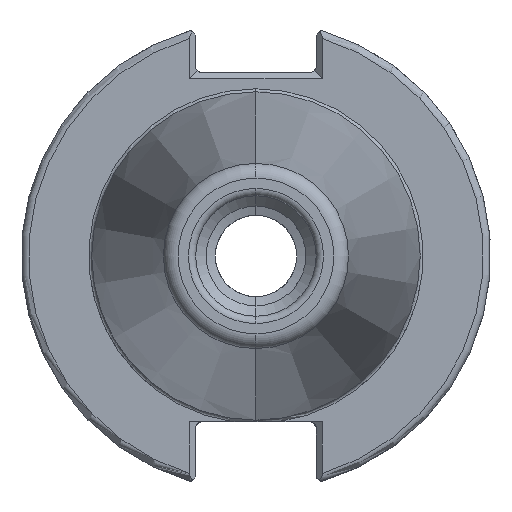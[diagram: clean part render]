
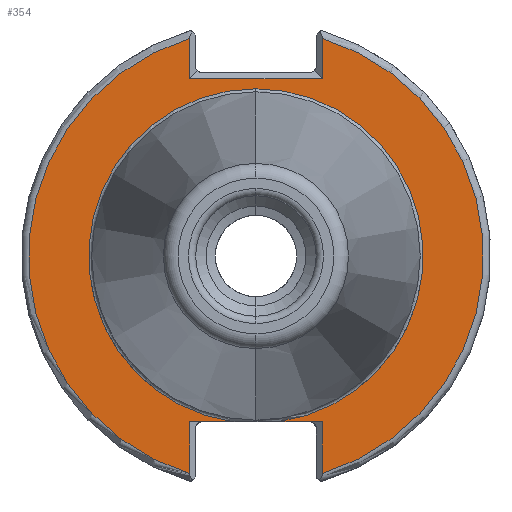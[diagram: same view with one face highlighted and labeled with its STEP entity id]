
A CAD part, left-side view. The second image highlights one B-rep face of the part: STEP entity #354.
In plain terms, the highlighted planar face has unit normal (-1, 0, 0).
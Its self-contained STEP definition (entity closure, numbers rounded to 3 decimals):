
#1 = CARTESIAN_POINT ( 'NONE',  ( -76.82, -8.99, 29.433 ) ) ;
#5 = DIRECTION ( 'NONE',  ( 0., -1., 0. ) ) ;
#29 = CARTESIAN_POINT ( 'NONE',  ( -76.82, -8.19, -22.41 ) ) ;
#35 = CARTESIAN_POINT ( 'NONE',  ( -76.82, 8.99, 29.433 ) ) ;
#106 = ORIENTED_EDGE ( 'NONE', *, *, #1731, .T. ) ;
#113 = CARTESIAN_POINT ( 'NONE',  ( -76.82, 8.99, 0. ) ) ;
#116 = ORIENTED_EDGE ( 'NONE', *, *, #2714, .T. ) ;
#139 = AXIS2_PLACEMENT_3D ( 'NONE', #4610, #5019, #2999 ) ;
#147 = DIRECTION ( 'NONE',  ( 0., 0., 1. ) ) ;
#257 = CARTESIAN_POINT ( 'NONE',  ( -76.82, -8.99, -29.433 ) ) ;
#263 = ORIENTED_EDGE ( 'NONE', *, *, #4347, .T. ) ;
#354 = ADVANCED_FACE ( 'NONE', ( #517 ), #2770, .F. ) ;
#412 = AXIS2_PLACEMENT_3D ( 'NONE', #1107, #1126, #1142 ) ;
#446 = VECTOR ( 'NONE', #1453, 1000. ) ;
#511 = VECTOR ( 'NONE', #1519, 1000. ) ;
#517 = FACE_OUTER_BOUND ( 'NONE', #1618, .T. ) ;
#567 = EDGE_CURVE ( 'NONE', #3142, #4446, #818, .T. ) ;
#570 = VERTEX_POINT ( 'NONE', #1 ) ;
#643 = DIRECTION ( 'NONE',  ( 0., 0., -1. ) ) ;
#784 = VERTEX_POINT ( 'NONE', #1496 ) ;
#818 = LINE ( 'NONE', #113, #3834 ) ;
#825 = ORIENTED_EDGE ( 'NONE', *, *, #1195, .T. ) ;
#834 = ORIENTED_EDGE ( 'NONE', *, *, #3022, .F. ) ;
#888 = VERTEX_POINT ( 'NONE', #257 ) ;
#924 = EDGE_CURVE ( 'NONE', #4446, #784, #2444, .T. ) ;
#990 = ORIENTED_EDGE ( 'NONE', *, *, #1264, .F. ) ;
#997 = VECTOR ( 'NONE', #643, 1000. ) ;
#1107 = CARTESIAN_POINT ( 'NONE',  ( -76.82, 0., 0. ) ) ;
#1117 = LINE ( 'NONE', #2081, #997 ) ;
#1126 = DIRECTION ( 'NONE',  ( -1., 0., 0. ) ) ;
#1142 = DIRECTION ( 'NONE',  ( 0., 0., 1. ) ) ;
#1195 = EDGE_CURVE ( 'NONE', #4483, #3680, #1467, .T. ) ;
#1199 = ORIENTED_EDGE ( 'NONE', *, *, #567, .T. ) ;
#1264 = EDGE_CURVE ( 'NONE', #2828, #784, #3192, .T. ) ;
#1289 = EDGE_CURVE ( 'NONE', #3680, #888, #1117, .T. ) ;
#1336 = CARTESIAN_POINT ( 'NONE',  ( -76.82, 8.99, 30.701 ) ) ;
#1431 = EDGE_CURVE ( 'NONE', #888, #570, #4730, .T. ) ;
#1453 = DIRECTION ( 'NONE',  ( 0., 0., 1. ) ) ;
#1465 = LINE ( 'NONE', #1336, #446 ) ;
#1467 = LINE ( 'NONE', #29, #2500 ) ;
#1496 = CARTESIAN_POINT ( 'NONE',  ( -76.82, 3.112, -22.41 ) ) ;
#1503 = CARTESIAN_POINT ( 'NONE',  ( -76.82, -8.19, -22.41 ) ) ;
#1519 = DIRECTION ( 'NONE',  ( 0., -1., 0. ) ) ;
#1529 = EDGE_CURVE ( 'NONE', #570, #1554, #3253, .T. ) ;
#1554 = VERTEX_POINT ( 'NONE', #5123 ) ;
#1618 = EDGE_LOOP ( 'NONE', ( #116, #263, #1199, #1956, #990, #834, #825, #3218, #3757, #3912, #106 ) ) ;
#1731 = EDGE_CURVE ( 'NONE', #1554, #3229, #2445, .T. ) ;
#1956 = ORIENTED_EDGE ( 'NONE', *, *, #924, .T. ) ;
#1981 = DIRECTION ( 'NONE',  ( -1., 0., 0. ) ) ;
#2007 = DIRECTION ( 'NONE',  ( 0., 0., -1. ) ) ;
#2045 = CARTESIAN_POINT ( 'NONE',  ( -76.82, 0., 0. ) ) ;
#2081 = CARTESIAN_POINT ( 'NONE',  ( -76.82, -8.99, 0. ) ) ;
#2148 = CARTESIAN_POINT ( 'NONE',  ( -76.82, 0., 24. ) ) ;
#2444 = LINE ( 'NONE', #1503, #511 ) ;
#2445 = LINE ( 'NONE', #2148, #4482 ) ;
#2500 = VECTOR ( 'NONE', #5, 1000. ) ;
#2714 = EDGE_CURVE ( 'NONE', #3229, #4875, #1465, .T. ) ;
#2724 = DIRECTION ( 'NONE',  ( 0., 0., -1. ) ) ;
#2731 = DIRECTION ( 'NONE',  ( 1., 0., 0. ) ) ;
#2770 = PLANE ( 'NONE',  #4585 ) ;
#2828 = VERTEX_POINT ( 'NONE', #3678 ) ;
#2999 = DIRECTION ( 'NONE',  ( 0., 0., -1. ) ) ;
#3006 = DIRECTION ( 'NONE',  ( 0., 0., -1. ) ) ;
#3022 = EDGE_CURVE ( 'NONE', #4483, #2828, #4724, .T. ) ;
#3040 = DIRECTION ( 'NONE',  ( 0., 1., 0. ) ) ;
#3107 = CARTESIAN_POINT ( 'NONE',  ( -76.82, 0., 0. ) ) ;
#3142 = VERTEX_POINT ( 'NONE', #4974 ) ;
#3192 = CIRCLE ( 'NONE', #412, 22.625 ) ;
#3218 = ORIENTED_EDGE ( 'NONE', *, *, #1289, .T. ) ;
#3229 = VERTEX_POINT ( 'NONE', #4329 ) ;
#3253 = LINE ( 'NONE', #5059, #4346 ) ;
#3678 = CARTESIAN_POINT ( 'NONE',  ( -76.82, 0., 22.625 ) ) ;
#3680 = VERTEX_POINT ( 'NONE', #3801 ) ;
#3757 = ORIENTED_EDGE ( 'NONE', *, *, #1431, .T. ) ;
#3801 = CARTESIAN_POINT ( 'NONE',  ( -76.82, -8.99, -22.41 ) ) ;
#3834 = VECTOR ( 'NONE', #147, 1000. ) ;
#3912 = ORIENTED_EDGE ( 'NONE', *, *, #1529, .T. ) ;
#3987 = AXIS2_PLACEMENT_3D ( 'NONE', #2045, #1981, #2007 ) ;
#4016 = CIRCLE ( 'NONE', #3987, 30.775 ) ;
#4315 = AXIS2_PLACEMENT_3D ( 'NONE', #4536, #4555, #4574 ) ;
#4329 = CARTESIAN_POINT ( 'NONE',  ( -76.82, 8.99, 24. ) ) ;
#4346 = VECTOR ( 'NONE', #3006, 1000. ) ;
#4347 = EDGE_CURVE ( 'NONE', #4875, #3142, #4016, .T. ) ;
#4446 = VERTEX_POINT ( 'NONE', #4917 ) ;
#4482 = VECTOR ( 'NONE', #3040, 1000. ) ;
#4483 = VERTEX_POINT ( 'NONE', #4845 ) ;
#4536 = CARTESIAN_POINT ( 'NONE',  ( -76.82, 0., 0. ) ) ;
#4555 = DIRECTION ( 'NONE',  ( -1., 0., 0. ) ) ;
#4574 = DIRECTION ( 'NONE',  ( 0., 0., 1. ) ) ;
#4585 = AXIS2_PLACEMENT_3D ( 'NONE', #3107, #2731, #2724 ) ;
#4610 = CARTESIAN_POINT ( 'NONE',  ( -76.82, 0., 0. ) ) ;
#4724 = CIRCLE ( 'NONE', #4315, 22.625 ) ;
#4730 = CIRCLE ( 'NONE', #139, 30.775 ) ;
#4845 = CARTESIAN_POINT ( 'NONE',  ( -76.82, -3.112, -22.41 ) ) ;
#4875 = VERTEX_POINT ( 'NONE', #35 ) ;
#4917 = CARTESIAN_POINT ( 'NONE',  ( -76.82, 8.99, -22.41 ) ) ;
#4974 = CARTESIAN_POINT ( 'NONE',  ( -76.82, 8.99, -29.433 ) ) ;
#5019 = DIRECTION ( 'NONE',  ( -1., 0., 0. ) ) ;
#5059 = CARTESIAN_POINT ( 'NONE',  ( -76.82, -8.99, 24.8 ) ) ;
#5123 = CARTESIAN_POINT ( 'NONE',  ( -76.82, -8.99, 24. ) ) ;
